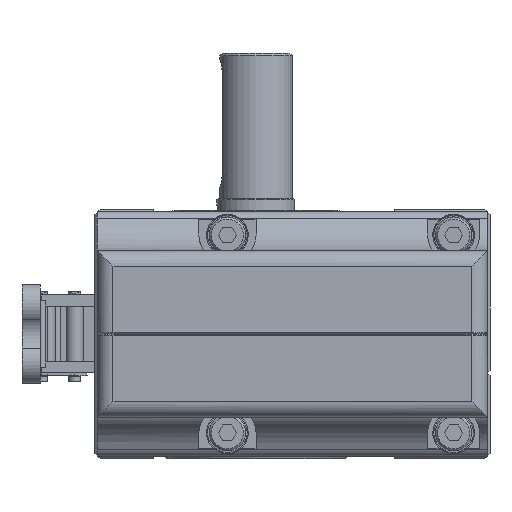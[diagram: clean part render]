
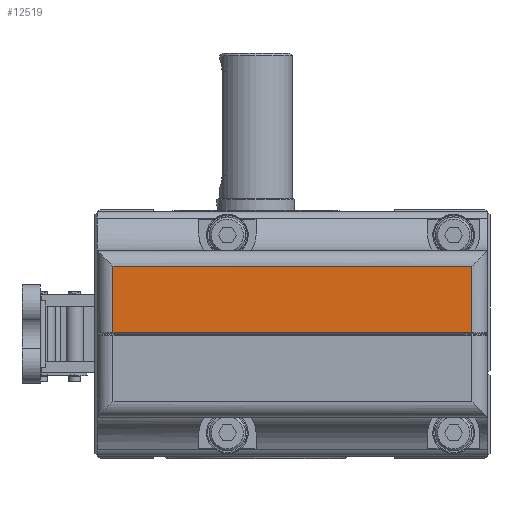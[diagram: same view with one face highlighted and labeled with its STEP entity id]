
A CAD part, left-side view. The second image highlights one B-rep face of the part: STEP entity #12519.
In plain terms, the highlighted planar face has unit normal (-1, 0, 0).
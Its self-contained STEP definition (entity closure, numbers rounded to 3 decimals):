
#271=B_SPLINE_CURVE_WITH_KNOTS('',3,(#20178,#20179,#20180,#20181),
 .UNSPECIFIED.,.F.,.F.,(4,4),(0.,1.),.UNSPECIFIED.);
#2614=ORIENTED_EDGE('',*,*,#5306,.F.);
#2615=ORIENTED_EDGE('',*,*,#5307,.F.);
#2616=ORIENTED_EDGE('',*,*,#5308,.T.);
#2617=ORIENTED_EDGE('',*,*,#5309,.T.);
#5306=EDGE_CURVE('',#6793,#6794,#7898,.T.);
#5307=EDGE_CURVE('',#6795,#6793,#7899,.T.);
#5308=EDGE_CURVE('',#6795,#6796,#7900,.T.);
#5309=EDGE_CURVE('',#6796,#6794,#271,.T.);
#6793=VERTEX_POINT('',#20172);
#6794=VERTEX_POINT('',#20173);
#6795=VERTEX_POINT('',#20175);
#6796=VERTEX_POINT('',#20177);
#7898=LINE('',#20171,#8917);
#7899=LINE('',#20174,#8918);
#7900=LINE('',#20176,#8919);
#8917=VECTOR('',#16090,1000.);
#8918=VECTOR('',#16091,1000.);
#8919=VECTOR('',#16092,1000.);
#9972=EDGE_LOOP('',(#2614,#2615,#2616,#2617));
#11068=FACE_BOUND('',#9972,.T.);
#11915=PLANE('',#13654);
#12519=ADVANCED_FACE('',(#11068),#11915,.F.);
#13654=AXIS2_PLACEMENT_3D('',#20170,#16088,#16089);
#16088=DIRECTION('',(1.,0.,0.));
#16089=DIRECTION('',(0.,0.,-1.));
#16090=DIRECTION('',(0.,0.,-1.));
#16091=DIRECTION('',(0.,-1.,0.));
#16092=DIRECTION('',(0.,0.,-1.));
#20170=CARTESIAN_POINT('',(-149.,34.5,23.5));
#20171=CARTESIAN_POINT('',(-149.,-34.5,23.5));
#20172=CARTESIAN_POINT('',(-149.,-34.5,13.));
#20173=CARTESIAN_POINT('',(-149.,-34.5,0.25));
#20174=CARTESIAN_POINT('',(-149.,37.5,13.));
#20175=CARTESIAN_POINT('',(-149.,34.5,13.));
#20176=CARTESIAN_POINT('',(-149.,34.5,23.5));
#20177=CARTESIAN_POINT('',(-149.,34.5,0.25));
#20178=CARTESIAN_POINT('',(-149.,34.5,0.25));
#20179=CARTESIAN_POINT('',(-149.,11.5,0.25));
#20180=CARTESIAN_POINT('',(-149.,-11.5,0.25));
#20181=CARTESIAN_POINT('',(-149.,-34.5,0.25));
